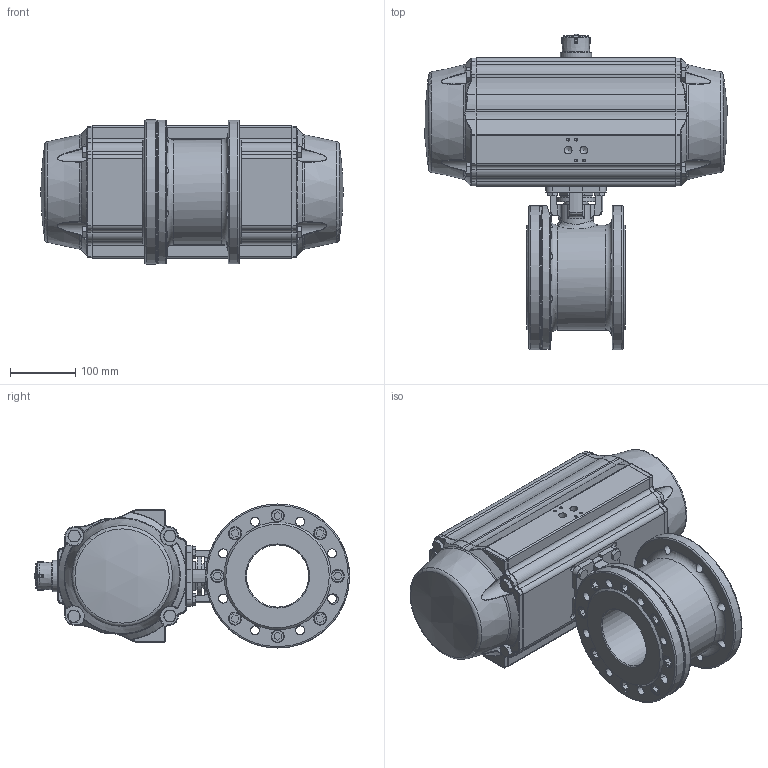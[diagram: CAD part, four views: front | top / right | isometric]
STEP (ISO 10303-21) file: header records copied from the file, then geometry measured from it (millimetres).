
FILE_DESCRIPTION(/* description */ ('Unknown'),/* implementation_level */ '2;1');
FILE_NAME(/* name */ 'FR070932-12',/* time_stamp */ '2023-05-02T10:49:47+02:00',/* author */ ('Unknown'),/* organization */ ('Unknown'),/* preprocessor_version */ 'ST-DEVELOPER v18.102',/* originating_system */ 'Solid Edge',/* authorisation */ 'Unknown');
FILE_SCHEMA (('AUTOMOTIVE_DESIGN {1 0 10303 214 3 1 1}'));
Length unit declared in the file: millimetre
Products named in the file (11): DW682_FR500-8.440.100-FUTA_neu; DW08_FR07_(DW682_FR500); ____; ________(___________; _____________; ______; hexagon head bolts--product grade c gb_GB_FASTENER_BOLT_HHBC M12X55-N; cup head nib bolts with large head gb_GB_FASTENER_BOLT_CHNBW M6X25-N; KP-160; 8.440.100; M10x30
Assembly tree (22 placements, depth 4):
  DW682_FR500-8.440.100-FUTA_neu
    DW08_FR07_(DW682_FR500)
      ____
        ________(___________  x2
        _____________  x2
        ______
      hexagon head bolts--product grade c gb_GB_FASTENER_BOLT_HHBC M12X55-N  x8
      cup head nib bolts with large head gb_GB_FASTENER_BOLT_CHNBW M6X25-N
      KP-160
    8.440.100
    M10x30  x4
Bounding box: 461.71 x 481.4 x 220 mm (x, y, z)
Volume: 16417435.1 mm3; surface area: 705035.5 mm2
Topology: 20 solids, 20 shells, 1445 faces, 3477 edges, 2086 vertices
Faces by surface type: plane 488, cylinder 413, bspline 220, cone 171, torus 140, sphere 13
Full cylindrical faces by diameter (mm): 3 x16, 3.3 x8, 4.2 x12, 4.66 x1, 5 x1, 6 x1, 6.2 x1, 8.5 x4, 9.735 x8, 10 x4, 10.2 x12, 10.5 x4, 11.8 x2, 12 x8, 12.349 x8, 13.835 x16, 18 x8, 20 x8, 37 x1, 38.5 x1, 39 x1, 40 x1, 47.8 x1, 52 x1, 61 x1, 64 x1, 95 x1, 160.4 x1, 219.94 x1, 220 x2
Entity records: 44156 total; most frequent: CARTESIAN_POINT 17227, ORIENTED_EDGE 5008, DIRECTION 4987, EDGE_CURVE 2504, AXIS2_PLACEMENT_3D 2017, VERTEX_POINT 1618, FACE_BOUND 1426, EDGE_LOOP 1399
